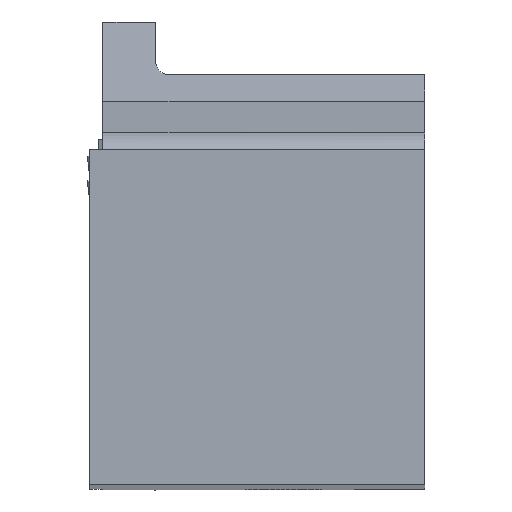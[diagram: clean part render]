
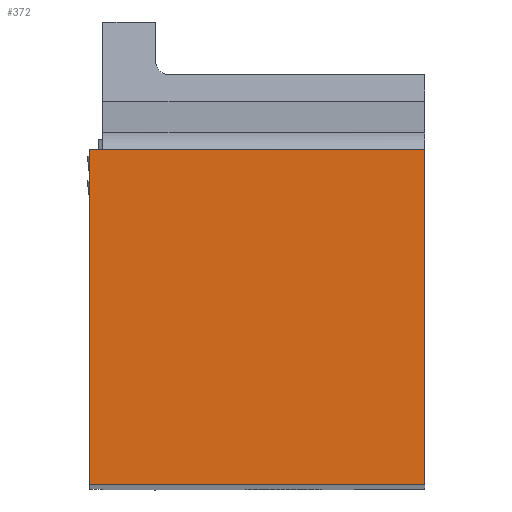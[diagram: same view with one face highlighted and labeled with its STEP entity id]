
A CAD part, top view. The second image highlights one B-rep face of the part: STEP entity #372.
In plain terms, the highlighted planar face has unit normal (0, 0, 1).
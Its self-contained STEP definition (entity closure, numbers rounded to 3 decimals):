
#105=PLANE('',#3919);
#372=ADVANCED_FACE('',(#576),#105,.T.);
#576=FACE_OUTER_BOUND('',#772,.T.);
#772=EDGE_LOOP('',(#1491,#1492,#1493,#1494));
#1491=ORIENTED_EDGE('',*,*,#2685,.F.);
#1492=ORIENTED_EDGE('',*,*,#2666,.F.);
#1493=ORIENTED_EDGE('',*,*,#2663,.T.);
#1494=ORIENTED_EDGE('',*,*,#2659,.F.);
#2184=VERTEX_POINT('',#10468);
#2185=VERTEX_POINT('',#10470);
#2188=VERTEX_POINT('',#10478);
#2190=VERTEX_POINT('',#10484);
#2659=EDGE_CURVE('',#2184,#2185,#3425,.T.);
#2663=EDGE_CURVE('',#2188,#2185,#3428,.T.);
#2666=EDGE_CURVE('',#2188,#2190,#3430,.T.);
#2685=EDGE_CURVE('',#2190,#2184,#3445,.T.);
#3425=LINE('',#10469,#3618);
#3428=LINE('',#10477,#3621);
#3430=LINE('',#10483,#3623);
#3445=LINE('',#10532,#3638);
#3618=VECTOR('',#4313,1.);
#3621=VECTOR('',#4320,1.);
#3623=VECTOR('',#4326,1.);
#3638=VECTOR('',#4355,1.);
#3919=AXIS2_PLACEMENT_3D('',#10538,#4362,#4363);
#4313=DIRECTION('',(0.,1.,0.));
#4320=DIRECTION('',(-1.,0.,0.));
#4326=DIRECTION('',(0.,-1.,0.));
#4355=DIRECTION('',(-1.,0.,0.));
#4362=DIRECTION('',(0.,0.,1.));
#4363=DIRECTION('',(-1.,0.,0.));
#10468=CARTESIAN_POINT('',(-12.7,0.,0.));
#10469=CARTESIAN_POINT('',(-12.7,0.,0.));
#10470=CARTESIAN_POINT('',(-12.7,12.7,0.));
#10477=CARTESIAN_POINT('',(0.,12.7,0.));
#10478=CARTESIAN_POINT('',(0.,12.7,0.));
#10483=CARTESIAN_POINT('',(0.,12.7,0.));
#10484=CARTESIAN_POINT('',(0.,0.,0.));
#10532=CARTESIAN_POINT('',(0.,0.,0.));
#10538=CARTESIAN_POINT('',(-6.35,6.35,0.));
